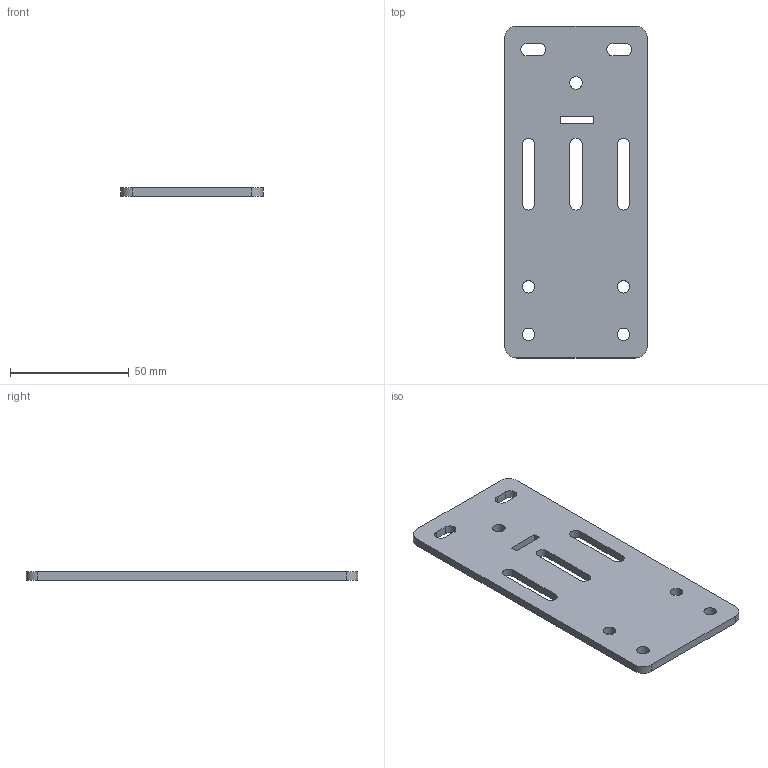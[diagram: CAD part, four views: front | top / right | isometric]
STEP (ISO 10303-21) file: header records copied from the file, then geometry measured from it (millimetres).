
FILE_DESCRIPTION(/* description */ ('End Plate (12ga)'),/* implementation_level */ '2;1');
FILE_NAME(/* name */ '26028-01.ipt.step',/* time_stamp */ '2013-11-18T15:49:18-06:00',/* author */ ('Edward'),/* organization */ ('www.shapeoko.com'),/* preprocessor_version */ 'ST-DEVELOPER v15.2',/* originating_system */ 'Autodesk Inventor 2014',/* authorisation */ 'PER BARRY PROCK 8-22-13');
FILE_SCHEMA (('AUTOMOTIVE_DESIGN { 1 0 10303 214 3 1 1 }'));
Length unit declared in the file: millimetre
Products named in the file (1): 26028-01
Bounding box: 60 x 140 x 3.42 mm (x, y, z)
Volume: 26207.1 mm3; surface area: 17943.4 mm2
Topology: 1 solids, 1 shells, 39 faces, 111 edges, 74 vertices
Faces by surface type: plane 20, cylinder 19
Full cylindrical faces by diameter (mm): 5.25 x5
Entity records: 1323 total; most frequent: DIRECTION 224, CARTESIAN_POINT 220, ORIENTED_EDGE 212, EDGE_CURVE 106, AXIS2_PLACEMENT_3D 78, VERTEX_POINT 74, LINE 68, VECTOR 68
